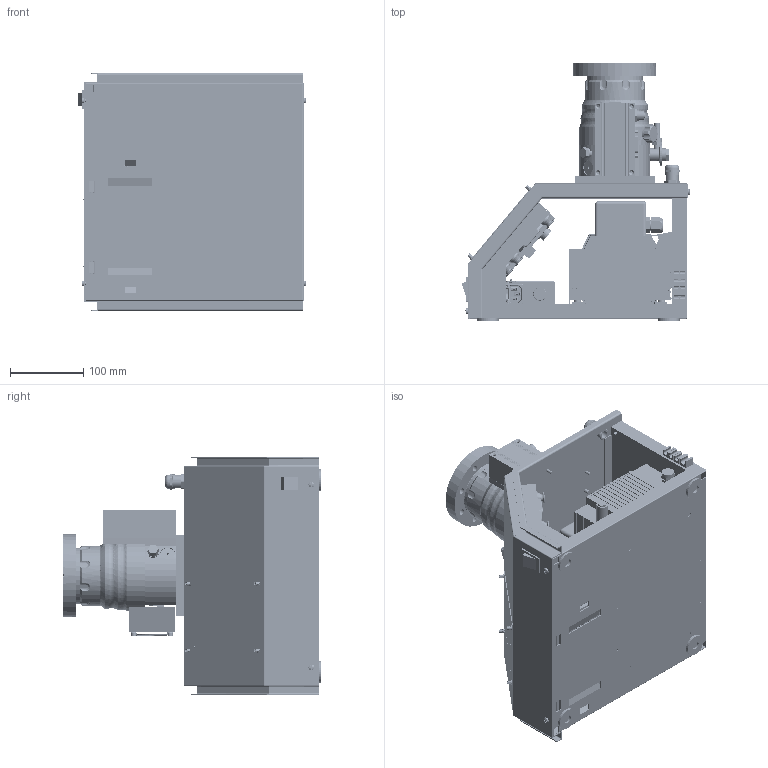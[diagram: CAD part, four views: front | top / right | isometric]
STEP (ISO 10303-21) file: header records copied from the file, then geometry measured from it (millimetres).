
FILE_DESCRIPTION((''),'2;1');
FILE_NAME('pm015565az.stp','2009-09-17T09:07:48',('JUNG'),(''),'Autodesk Inventor 2009','Autodesk Inventor 2009','');
FILE_SCHEMA(('AUTOMOTIVE_DESIGN { 1 0 10303 214 1 1 1 1 }'));
Length unit declared in the file: millimetre
Products named in the file (73): pm015566az; PM015569A_AF0; PM015569A_AF0_1; PM015569A_AF0_2; PM015569A_AF0_3; PM015569A_AF0_4; PM015569A_AF0_5; PM015572-U_ASM; PM015567; PM015571; D125A_4_3; N3415039X; PM015573; PM015257; PKT05100_ASM; PKT05057_1; PKT05057_2; PKT05057_3; PKT05057_4; PKT05057_5; PKT05057_10; PKT05100_1; PKT05100_3; PKT05100_4; PKT05057_12; PM061340-T_ASM; PM061340-T_1; PM061340-T_2; PM061340-T_3; PM061340-T_4; PM061340-T_5; PM061340-T_6; PM061340-T_7; PM061340-T_8; PM061340-T_9; PM015585-U_ASM; PM015586; P0994839; P0993011; PM015568 ...
Assembly tree (138 placements, depth 4):
  pm015566az
    PM015569A_AF0
      PM015569A_AF0_1
      PM015569A_AF0_2
      PM015569A_AF0_3
      PM015569A_AF0_4
      PM015569A_AF0_5
    PM015572-U_ASM
      PM015567
      PM015571
      D125A_4_3  x4
      N3415039X  x4
      PM015573
    PM015257  x2
    PKT05100_ASM
      PKT05057_1
      PKT05057_2
      PKT05057_3  x2
      PKT05057_4  x2
      PKT05057_5  x2
      PKT05057_10
      PKT05100_1
      PKT05100_3
      PKT05100_4  x2
      PKT05057_12
    PM061340-T_ASM
      PM061340-T_1
      PM061340-T_2
      PM061340-T_3
      PM061340-T_4
      PM061340-T_5
      PM061340-T_6  x4
      PM061340-T_7
      PM061340-T_8
      PM061340-T_9  x2
    PM015585-U_ASM
      PM015586
      P0994839
      P0993011  x4
    PM015568
    PM015574
    P0987943
    D912_M5X12  x6
    PM041816B
    P4163651B  x3
    N30772514P  x4
    D912_M6X10  x4
    PM015335  x4
    P0992684
    D912_M6X20  x4
    D934_M6  x4
    N3502412X  x4
    D85_M3X8  x4
    N3415039X  x2
    P4628605
    PMZ01253G_AF0_ASM
      PM016033
      PM016034  x2
        PM016034_1
        PM016034_2
Bounding box: 312.05 x 352.8 x 325 mm (x, y, z)
Volume: 5277953.8 mm3; surface area: 1641278.4 mm2
Topology: 180 solids, 227 shells, 6212 faces, 16293 edges, 10643 vertices
Faces by surface type: plane 3110, cylinder 2462, bspline 244, torus 203, cone 157, sphere 36
Full cylindrical faces by diameter (mm): 0.2 x4, 0.5 x1, 1.4 x5, 1.5 x1, 1.6 x40, 2 x1084, 2.14 x2, 2.4 x14, 2.5 x5, 2.8 x4, 3 x41, 3.2 x27, 3.242 x8, 3.3 x12, 3.4 x11, 3.5 x17, 3.8 x150, 4 x61, 4.1 x4, 4.2 x3, 4.3 x16, 4.5 x8, 4.8 x8, 5 x28, 6 x32, 6.5 x4, 7 x25, 7.2 x3, 8 x12, 8.1 x2
Entity records: 177794 total; most frequent: CARTESIAN_POINT 44377, DIRECTION 26727, ORIENTED_EDGE 23930, EDGE_CURVE 12001, AXIS2_PLACEMENT_3D 10151, EDGE_LOOP 10106, VERTEX_POINT 8979, VECTOR 6425
